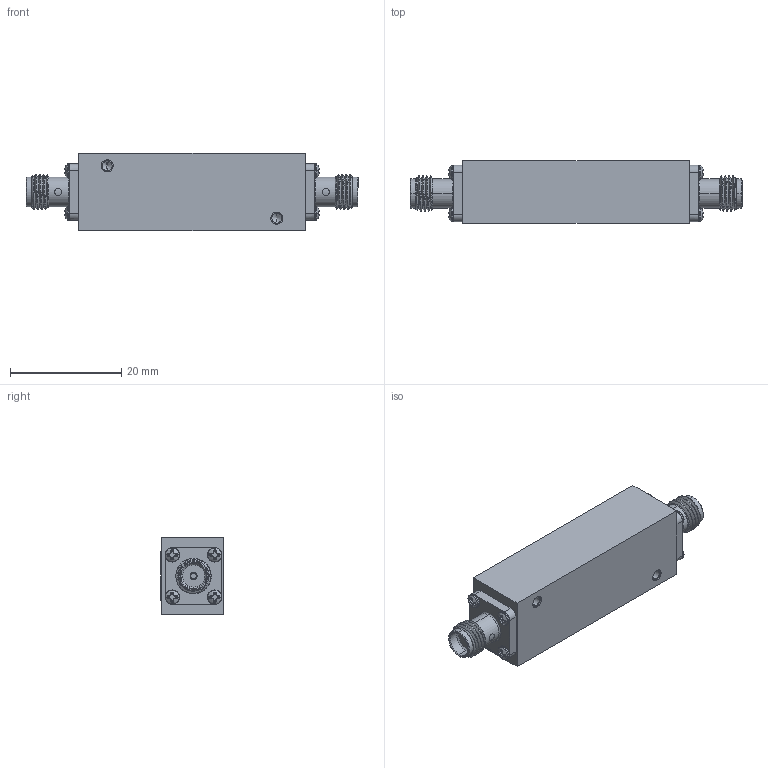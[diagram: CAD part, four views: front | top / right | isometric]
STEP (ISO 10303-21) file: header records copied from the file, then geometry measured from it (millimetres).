
FILE_DESCRIPTION (( 'STEP AP203' ), '1' );
FILE_NAME ('PE87FL1013 ¦ FMFL1013.step', '2019-04-18T20:43:41', ( '' ), ( '' ), 'SwSTEP 2.0', 'SolidWorks 2018', '' );
FILE_SCHEMA (( 'CONFIG_CONTROL_DESIGN' ));
Length unit declared in the file: inch
Products named in the file (1): PE87FL1013 ｦ FMFL1013
Bounding box: 59.69 x 11.23 x 13.97 mm (x, y, z)
Volume: 6966 mm3; surface area: 3192.5 mm2
Topology: 1 solids, 11 shells, 407 faces, 1048 edges, 680 vertices
Faces by surface type: plane 199, cylinder 98, cone 68, bspline 38, torus 4
Entity records: 15177 total; most frequent: CARTESIAN_POINT 5742, ORIENTED_EDGE 2088, DIRECTION 1778, EDGE_CURVE 1044, AXIS2_PLACEMENT_3D 686, VERTEX_POINT 680, EDGE_LOOP 432, ADVANCED_FACE 407
